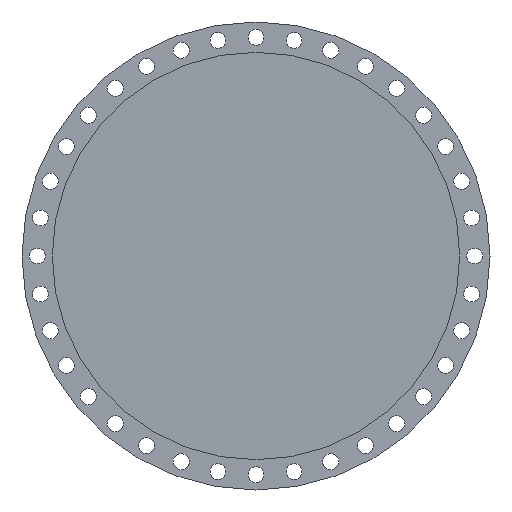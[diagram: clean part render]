
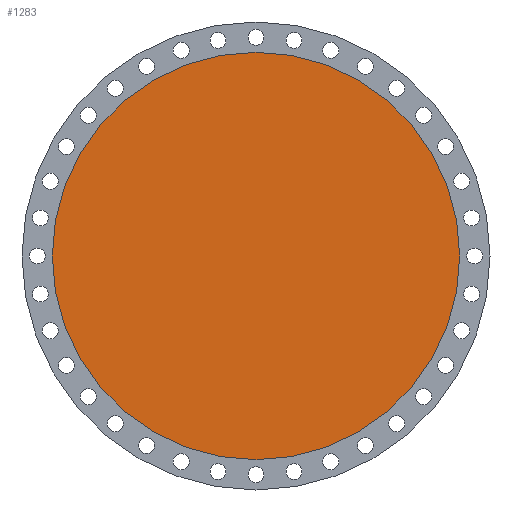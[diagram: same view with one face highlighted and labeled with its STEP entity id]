
A CAD part, left-side view. The second image highlights one B-rep face of the part: STEP entity #1283.
In plain terms, the highlighted planar face has unit normal (-1, 0, 0).
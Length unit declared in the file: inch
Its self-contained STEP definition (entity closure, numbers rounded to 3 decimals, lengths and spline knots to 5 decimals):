
#58 = CARTESIAN_POINT ( 'NONE',  ( 0., 0., 30.25 ) ) ;
#68 = CIRCLE ( 'NONE', #808, 30.25 ) ;
#149 = EDGE_CURVE ( 'NONE', #1311, #1285, #68, .T. ) ;
#154 = DIRECTION ( 'NONE',  ( -1., 0., 0. ) ) ;
#239 = DIRECTION ( 'NONE',  ( -1., 0., 0. ) ) ;
#286 = PLANE ( 'NONE',  #767 ) ;
#335 = EDGE_CURVE ( 'NONE', #1285, #1311, #1053, .T. ) ;
#767 = AXIS2_PLACEMENT_3D ( 'NONE', #1645, #1191, #2081 ) ;
#808 = AXIS2_PLACEMENT_3D ( 'NONE', #1331, #239, #1135 ) ;
#980 = ORIENTED_EDGE ( 'NONE', *, *, #149, .T. ) ;
#1053 = CIRCLE ( 'NONE', #1815, 30.25 ) ;
#1135 = DIRECTION ( 'NONE',  ( 0., 0., 1. ) ) ;
#1191 = DIRECTION ( 'NONE',  ( -1., 0., 0. ) ) ;
#1283 = ADVANCED_FACE ( 'NONE', ( #2311 ), #286, .T. ) ;
#1285 = VERTEX_POINT ( 'NONE', #58 ) ;
#1296 = CARTESIAN_POINT ( 'NONE',  ( 0., 0., 0. ) ) ;
#1311 = VERTEX_POINT ( 'NONE', #2445 ) ;
#1331 = CARTESIAN_POINT ( 'NONE',  ( 0., 0., 0. ) ) ;
#1645 = CARTESIAN_POINT ( 'NONE',  ( 0., 0., 0. ) ) ;
#1815 = AXIS2_PLACEMENT_3D ( 'NONE', #1296, #154, #2382 ) ;
#1842 = ORIENTED_EDGE ( 'NONE', *, *, #335, .T. ) ;
#2081 = DIRECTION ( 'NONE',  ( 0., 0., 1. ) ) ;
#2311 = FACE_OUTER_BOUND ( 'NONE', #2437, .T. ) ;
#2382 = DIRECTION ( 'NONE',  ( 0., 0., 1. ) ) ;
#2437 = EDGE_LOOP ( 'NONE', ( #1842, #980 ) ) ;
#2445 = CARTESIAN_POINT ( 'NONE',  ( 0., 0., -30.25 ) ) ;
